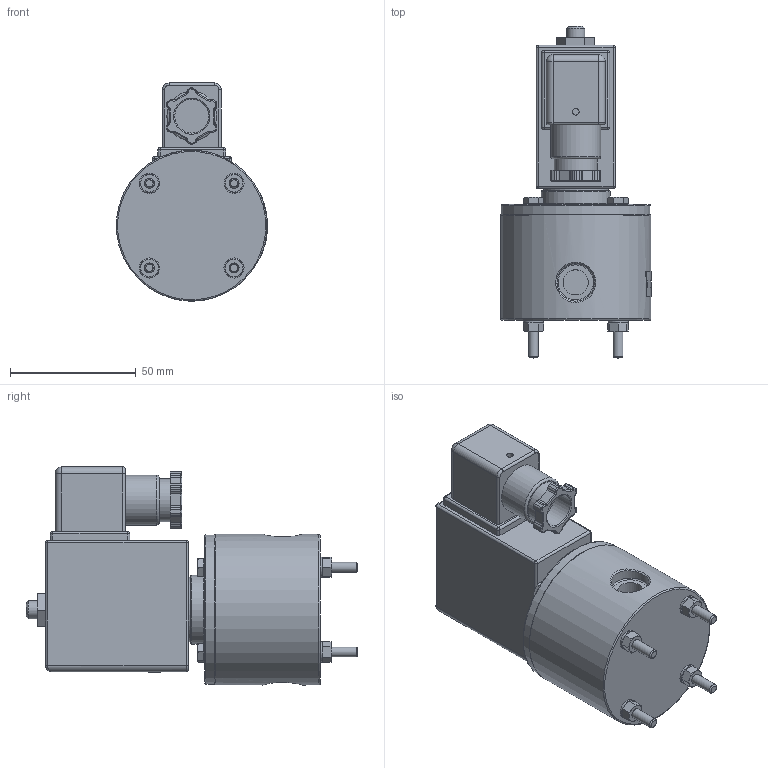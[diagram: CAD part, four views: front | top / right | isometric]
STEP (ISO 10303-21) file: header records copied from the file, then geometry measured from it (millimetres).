
FILE_DESCRIPTION(/* description */ (''),/* implementation_level */ '2;1');
FILE_NAME(/* name */ 'DN10_3D_STEP.stp',/* time_stamp */ '2025-08-29T01:05:19+03:00',/* author */ ('igorr'),/* organization */ (''),/* preprocessor_version */ 'ST-DEVELOPER v20',/* originating_system */ 'Autodesk Inventor 2025',/* authorisation */ '');
FILE_SCHEMA (('AUTOMOTIVE_DESIGN { 1 0 10303 214 3 1 1 }'));
Length unit declared in the file: millimetre
Products named in the file (7): Сборка1; Деталь1; Деталь1_1; AS 1110 - M4 x 8; BS 4183 - M8; AS 1237 - 4; ANSI B18.2.4.2M - M4x0,7
Assembly tree (15 placements, depth 2):
  Сборка1
    Деталь1
    Деталь1_1
    AS 1110 - M4 x 8  x4
    BS 4183 - M8
    AS 1237 - 4  x4
    ANSI B18.2.4.2M - M4x0,7  x4
Bounding box: 59.97 x 132 x 86.75 mm (x, y, z)
Volume: 249974.4 mm3; surface area: 40254.1 mm2
Topology: 19 solids, 19 shells, 525 faces, 1170 edges, 714 vertices
Faces by surface type: plane 229, cylinder 125, cone 91, bspline 45, torus 25, sphere 10
Full cylindrical faces by diameter (mm): 2.7 x1, 3.242 x4, 3.9 x4, 4 x4, 4.1 x4, 4.3 x4, 5.4 x4, 6.647 x1, 7 x4, 7.2 x1, 8 x4, 10 x2, 13.5 x1, 14.95 x2, 17.1 x1, 19.8 x1, 25.712 x2, 27.512 x1, 59.6 x1, 60 x1
Entity records: 11576 total; most frequent: CARTESIAN_POINT 2660, DIRECTION 1799, ORIENTED_EDGE 1694, EDGE_CURVE 847, AXIS2_PLACEMENT_3D 690, VERTEX_POINT 525, LINE 419, VECTOR 419
